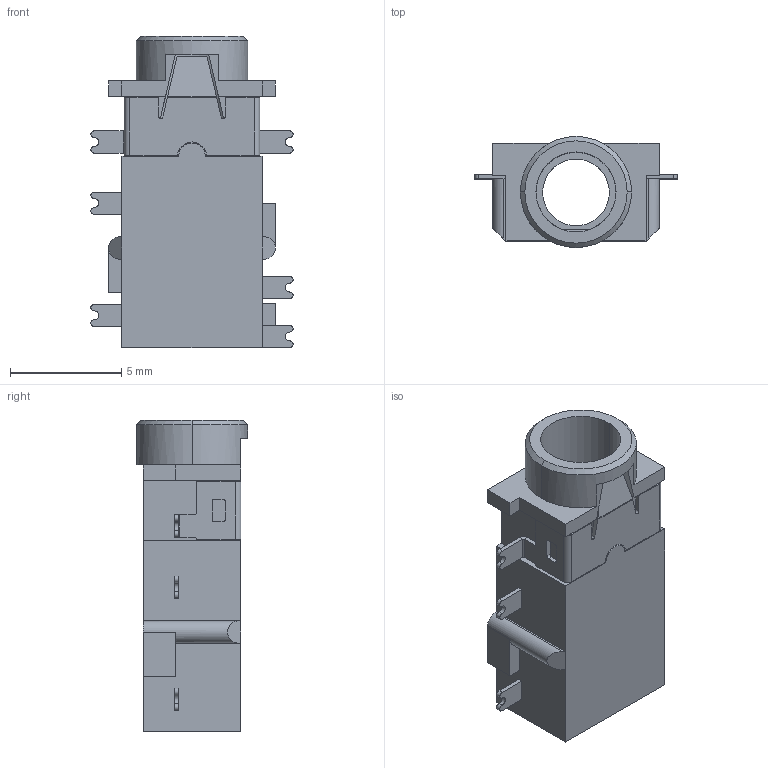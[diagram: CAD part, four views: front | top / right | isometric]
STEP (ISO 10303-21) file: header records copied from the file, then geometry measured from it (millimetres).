
FILE_DESCRIPTION (( 'STEP AP214' ), '1' );
FILE_NAME ('SJ-43504-SMT-TR.STEP', '2022-10-31T06:51:40', ( '' ), ( '' ), 'SwSTEP 2.0', 'SolidWorks 2017', '' );
FILE_SCHEMA (( 'AUTOMOTIVE_DESIGN' ));
Length unit declared in the file: millimetre
Products named in the file (2): SJ-43504-SMT-TR
Assembly tree (1 placements, depth 2):
  SJ-43504-SMT-TR
    SJ-43504-SMT-TR
Bounding box: 9.1 x 5 x 14 mm (x, y, z)
Volume: 236.1 mm3; surface area: 582.2 mm2
Topology: 7 solids, 7 shells, 174 faces, 440 edges, 280 vertices
Faces by surface type: plane 120, cylinder 50, bspline 2, cone 2
Entity records: 5323 total; most frequent: CARTESIAN_POINT 951, DIRECTION 885, ORIENTED_EDGE 880, EDGE_CURVE 440, LINE 321, VECTOR 321, AXIS2_PLACEMENT_3D 282, VERTEX_POINT 280
